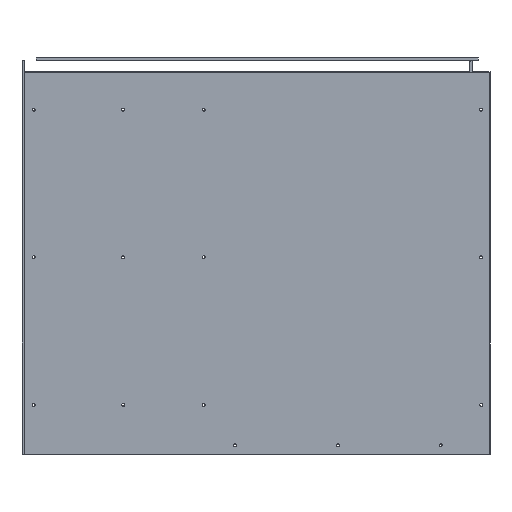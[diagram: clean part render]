
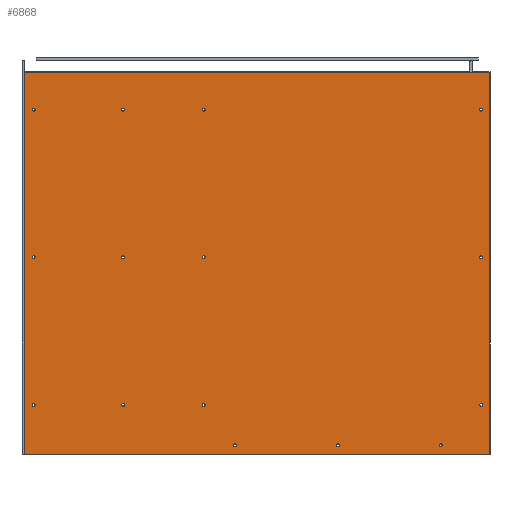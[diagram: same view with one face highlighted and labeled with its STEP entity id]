
A CAD part, left-side view. The second image highlights one B-rep face of the part: STEP entity #6868.
In plain terms, the highlighted face is planar.
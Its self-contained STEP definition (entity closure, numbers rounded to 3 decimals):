
#195=FACE_BOUND('',#981,.T.);
#196=FACE_BOUND('',#982,.T.);
#197=FACE_BOUND('',#983,.T.);
#198=FACE_BOUND('',#984,.T.);
#199=FACE_BOUND('',#985,.T.);
#200=FACE_BOUND('',#986,.T.);
#201=FACE_BOUND('',#987,.T.);
#202=FACE_BOUND('',#988,.T.);
#203=FACE_BOUND('',#989,.T.);
#204=FACE_BOUND('',#990,.T.);
#205=FACE_BOUND('',#991,.T.);
#206=FACE_BOUND('',#992,.T.);
#207=FACE_BOUND('',#993,.T.);
#208=FACE_BOUND('',#994,.T.);
#209=FACE_BOUND('',#995,.T.);
#402=PLANE('',#7324);
#629=FACE_OUTER_BOUND('',#980,.T.);
#980=EDGE_LOOP('',(#4843,#4844,#4845,#4846));
#981=EDGE_LOOP('',(#4847));
#982=EDGE_LOOP('',(#4848));
#983=EDGE_LOOP('',(#4849));
#984=EDGE_LOOP('',(#4850));
#985=EDGE_LOOP('',(#4851));
#986=EDGE_LOOP('',(#4852));
#987=EDGE_LOOP('',(#4853));
#988=EDGE_LOOP('',(#4854));
#989=EDGE_LOOP('',(#4855));
#990=EDGE_LOOP('',(#4856));
#991=EDGE_LOOP('',(#4857));
#992=EDGE_LOOP('',(#4858));
#993=EDGE_LOOP('',(#4859));
#994=EDGE_LOOP('',(#4860));
#995=EDGE_LOOP('',(#4861));
#1538=LINE('',#9990,#2224);
#1539=LINE('',#9992,#2225);
#1540=LINE('',#9994,#2226);
#1541=LINE('',#9995,#2227);
#2224=VECTOR('',#8032,1000.);
#2225=VECTOR('',#8033,1000.);
#2226=VECTOR('',#8034,1000.);
#2227=VECTOR('',#8035,1000.);
#2895=CIRCLE('',#7280,1.65);
#2897=CIRCLE('',#7283,1.65);
#2899=CIRCLE('',#7286,1.65);
#2901=CIRCLE('',#7289,1.65);
#2903=CIRCLE('',#7292,1.65);
#2905=CIRCLE('',#7295,1.65);
#2907=CIRCLE('',#7298,1.65);
#2909=CIRCLE('',#7301,1.65);
#2911=CIRCLE('',#7304,1.65);
#2913=CIRCLE('',#7307,1.65);
#2915=CIRCLE('',#7310,1.65);
#2917=CIRCLE('',#7313,1.65);
#2919=CIRCLE('',#7316,1.65);
#2921=CIRCLE('',#7319,1.65);
#2923=CIRCLE('',#7322,1.65);
#3173=VERTEX_POINT('',#9898);
#3175=VERTEX_POINT('',#9904);
#3177=VERTEX_POINT('',#9910);
#3179=VERTEX_POINT('',#9916);
#3181=VERTEX_POINT('',#9922);
#3183=VERTEX_POINT('',#9928);
#3185=VERTEX_POINT('',#9934);
#3187=VERTEX_POINT('',#9940);
#3189=VERTEX_POINT('',#9946);
#3191=VERTEX_POINT('',#9952);
#3193=VERTEX_POINT('',#9958);
#3195=VERTEX_POINT('',#9964);
#3197=VERTEX_POINT('',#9970);
#3199=VERTEX_POINT('',#9976);
#3201=VERTEX_POINT('',#9982);
#3203=VERTEX_POINT('',#9988);
#3204=VERTEX_POINT('',#9989);
#3205=VERTEX_POINT('',#9991);
#3206=VERTEX_POINT('',#9993);
#3817=EDGE_CURVE('',#3173,#3173,#2895,.T.);
#3820=EDGE_CURVE('',#3175,#3175,#2897,.T.);
#3823=EDGE_CURVE('',#3177,#3177,#2899,.T.);
#3826=EDGE_CURVE('',#3179,#3179,#2901,.T.);
#3829=EDGE_CURVE('',#3181,#3181,#2903,.T.);
#3832=EDGE_CURVE('',#3183,#3183,#2905,.T.);
#3835=EDGE_CURVE('',#3185,#3185,#2907,.T.);
#3838=EDGE_CURVE('',#3187,#3187,#2909,.T.);
#3841=EDGE_CURVE('',#3189,#3189,#2911,.T.);
#3844=EDGE_CURVE('',#3191,#3191,#2913,.T.);
#3847=EDGE_CURVE('',#3193,#3193,#2915,.T.);
#3850=EDGE_CURVE('',#3195,#3195,#2917,.T.);
#3853=EDGE_CURVE('',#3197,#3197,#2919,.T.);
#3856=EDGE_CURVE('',#3199,#3199,#2921,.T.);
#3859=EDGE_CURVE('',#3201,#3201,#2923,.T.);
#3862=EDGE_CURVE('',#3203,#3204,#1538,.T.);
#3863=EDGE_CURVE('',#3204,#3205,#1539,.T.);
#3864=EDGE_CURVE('',#3205,#3206,#1540,.T.);
#3865=EDGE_CURVE('',#3206,#3203,#1541,.T.);
#4843=ORIENTED_EDGE('',*,*,#3862,.T.);
#4844=ORIENTED_EDGE('',*,*,#3863,.T.);
#4845=ORIENTED_EDGE('',*,*,#3864,.T.);
#4846=ORIENTED_EDGE('',*,*,#3865,.T.);
#4847=ORIENTED_EDGE('',*,*,#3859,.F.);
#4848=ORIENTED_EDGE('',*,*,#3853,.F.);
#4849=ORIENTED_EDGE('',*,*,#3847,.F.);
#4850=ORIENTED_EDGE('',*,*,#3841,.F.);
#4851=ORIENTED_EDGE('',*,*,#3835,.F.);
#4852=ORIENTED_EDGE('',*,*,#3829,.F.);
#4853=ORIENTED_EDGE('',*,*,#3823,.F.);
#4854=ORIENTED_EDGE('',*,*,#3817,.F.);
#4855=ORIENTED_EDGE('',*,*,#3820,.F.);
#4856=ORIENTED_EDGE('',*,*,#3826,.F.);
#4857=ORIENTED_EDGE('',*,*,#3832,.F.);
#4858=ORIENTED_EDGE('',*,*,#3838,.F.);
#4859=ORIENTED_EDGE('',*,*,#3844,.F.);
#4860=ORIENTED_EDGE('',*,*,#3850,.F.);
#4861=ORIENTED_EDGE('',*,*,#3856,.F.);
#6868=ADVANCED_FACE('',(#629,#195,#196,#197,#198,#199,#200,#201,#202,#203,
#204,#205,#206,#207,#208,#209),#402,.T.);
#7280=AXIS2_PLACEMENT_3D('',#9899,#7927,#7928);
#7283=AXIS2_PLACEMENT_3D('',#9905,#7934,#7935);
#7286=AXIS2_PLACEMENT_3D('',#9911,#7941,#7942);
#7289=AXIS2_PLACEMENT_3D('',#9917,#7948,#7949);
#7292=AXIS2_PLACEMENT_3D('',#9923,#7955,#7956);
#7295=AXIS2_PLACEMENT_3D('',#9929,#7962,#7963);
#7298=AXIS2_PLACEMENT_3D('',#9935,#7969,#7970);
#7301=AXIS2_PLACEMENT_3D('',#9941,#7976,#7977);
#7304=AXIS2_PLACEMENT_3D('',#9947,#7983,#7984);
#7307=AXIS2_PLACEMENT_3D('',#9953,#7990,#7991);
#7310=AXIS2_PLACEMENT_3D('',#9959,#7997,#7998);
#7313=AXIS2_PLACEMENT_3D('',#9965,#8004,#8005);
#7316=AXIS2_PLACEMENT_3D('',#9971,#8011,#8012);
#7319=AXIS2_PLACEMENT_3D('',#9977,#8018,#8019);
#7322=AXIS2_PLACEMENT_3D('',#9983,#8025,#8026);
#7324=AXIS2_PLACEMENT_3D('',#9987,#8030,#8031);
#7927=DIRECTION('center_axis',(0.,0.,1.));
#7928=DIRECTION('ref_axis',(1.,0.,0.));
#7934=DIRECTION('center_axis',(0.,0.,1.));
#7935=DIRECTION('ref_axis',(1.,0.,0.));
#7941=DIRECTION('center_axis',(0.,0.,1.));
#7942=DIRECTION('ref_axis',(1.,0.,0.));
#7948=DIRECTION('center_axis',(0.,0.,1.));
#7949=DIRECTION('ref_axis',(-1.,0.,0.));
#7955=DIRECTION('center_axis',(0.,0.,1.));
#7956=DIRECTION('ref_axis',(-1.,0.,0.));
#7962=DIRECTION('center_axis',(0.,0.,1.));
#7963=DIRECTION('ref_axis',(-1.,0.,0.));
#7969=DIRECTION('center_axis',(0.,0.,1.));
#7970=DIRECTION('ref_axis',(-1.,0.,0.));
#7976=DIRECTION('center_axis',(0.,0.,1.));
#7977=DIRECTION('ref_axis',(1.,0.,0.));
#7983=DIRECTION('center_axis',(0.,0.,1.));
#7984=DIRECTION('ref_axis',(1.,0.,0.));
#7990=DIRECTION('center_axis',(0.,0.,1.));
#7991=DIRECTION('ref_axis',(1.,0.,0.));
#7997=DIRECTION('center_axis',(0.,0.,1.));
#7998=DIRECTION('ref_axis',(1.,0.,0.));
#8004=DIRECTION('center_axis',(0.,0.,1.));
#8005=DIRECTION('ref_axis',(1.,0.,0.));
#8011=DIRECTION('center_axis',(0.,0.,1.));
#8012=DIRECTION('ref_axis',(1.,0.,0.));
#8018=DIRECTION('center_axis',(0.,0.,1.));
#8019=DIRECTION('ref_axis',(1.,0.,0.));
#8025=DIRECTION('center_axis',(0.,0.,1.));
#8026=DIRECTION('ref_axis',(1.,0.,0.));
#8030=DIRECTION('center_axis',(0.,0.,1.));
#8031=DIRECTION('ref_axis',(1.,0.,0.));
#8032=DIRECTION('',(0.,-1.,0.));
#8033=DIRECTION('',(1.,0.,0.));
#8034=DIRECTION('',(0.,1.,0.));
#8035=DIRECTION('',(-1.,0.,0.));
#9898=CARTESIAN_POINT('',(-8.35,-225.,3.));
#9899=CARTESIAN_POINT('Origin',(-10.,-225.,3.));
#9904=CARTESIAN_POINT('',(-8.35,-340.,3.));
#9905=CARTESIAN_POINT('Origin',(-10.,-340.,3.));
#9910=CARTESIAN_POINT('',(-8.35,-455.,3.));
#9911=CARTESIAN_POINT('Origin',(-10.,-455.,3.));
#9916=CARTESIAN_POINT('',(36.75,0.033,3.));
#9917=CARTESIAN_POINT('Origin',(35.1,0.033,3.));
#9922=CARTESIAN_POINT('',(36.65,-499.967,3.));
#9923=CARTESIAN_POINT('Origin',(35.,-499.967,3.));
#9928=CARTESIAN_POINT('',(36.712,-189.967,3.));
#9929=CARTESIAN_POINT('Origin',(35.062,-189.967,3.));
#9934=CARTESIAN_POINT('',(36.73,-99.967,3.));
#9935=CARTESIAN_POINT('Origin',(35.08,-99.967,3.));
#9940=CARTESIAN_POINT('',(366.65,-100.,3.));
#9941=CARTESIAN_POINT('Origin',(365.,-100.,3.));
#9946=CARTESIAN_POINT('',(366.65,-190.,3.));
#9947=CARTESIAN_POINT('Origin',(365.,-190.,3.));
#9952=CARTESIAN_POINT('',(366.65,-500.,3.));
#9953=CARTESIAN_POINT('Origin',(365.,-500.,3.));
#9958=CARTESIAN_POINT('',(366.65,0.,3.));
#9959=CARTESIAN_POINT('Origin',(365.,0.,3.));
#9964=CARTESIAN_POINT('',(201.65,-500.,3.));
#9965=CARTESIAN_POINT('Origin',(200.,-500.,3.));
#9970=CARTESIAN_POINT('',(201.7,0.,3.));
#9971=CARTESIAN_POINT('Origin',(200.05,0.,3.));
#9976=CARTESIAN_POINT('',(201.65,-190.,3.));
#9977=CARTESIAN_POINT('Origin',(200.,-190.,3.));
#9982=CARTESIAN_POINT('',(201.65,-100.,3.));
#9983=CARTESIAN_POINT('Origin',(200.,-100.,3.));
#9987=CARTESIAN_POINT('Origin',(0.,0.,3.));
#9988=CARTESIAN_POINT('',(-20.,10.,3.));
#9989=CARTESIAN_POINT('',(-20.,-510.,3.));
#9990=CARTESIAN_POINT('',(-20.,10.,3.));
#9991=CARTESIAN_POINT('',(407.,-510.,3.));
#9992=CARTESIAN_POINT('',(-20.,-510.,3.));
#9993=CARTESIAN_POINT('',(407.,10.,3.));
#9994=CARTESIAN_POINT('',(407.,10.,3.));
#9995=CARTESIAN_POINT('',(-20.,10.,3.));
